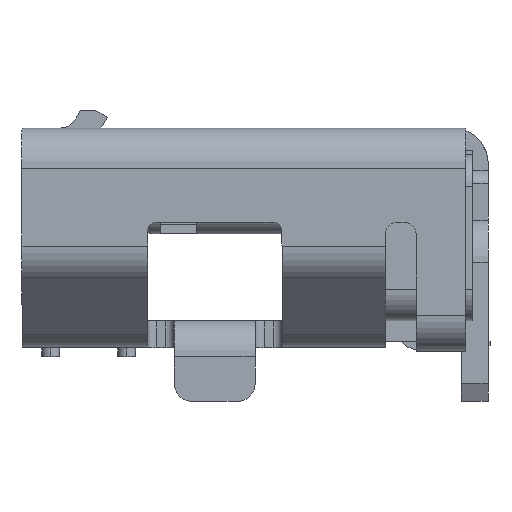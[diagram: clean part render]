
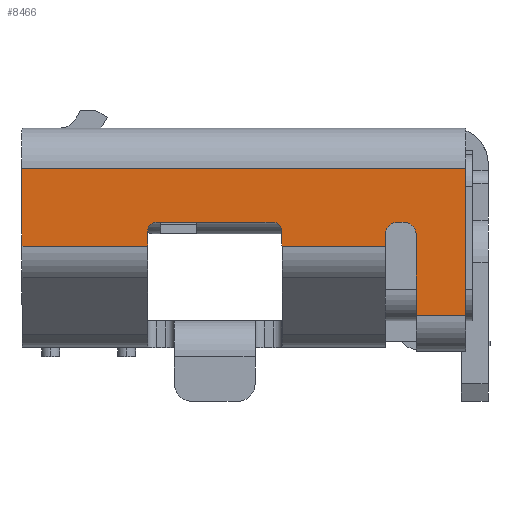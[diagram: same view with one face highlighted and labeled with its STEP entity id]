
A CAD part, left-side view. The second image highlights one B-rep face of the part: STEP entity #8466.
In plain terms, the highlighted face is planar.
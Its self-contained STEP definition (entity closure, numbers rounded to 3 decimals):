
#2475=DIRECTION('',(0.,-1.,0.));
#2476=VECTOR('',#2475,1.64);
#2477=CARTESIAN_POINT('',(3.75,0.8,-4.65));
#2478=LINE('',#2477,#2476);
#2498=DIRECTION('',(0.,0.,1.));
#2499=VECTOR('',#2498,0.55);
#2500=CARTESIAN_POINT('',(3.75,-0.84,-4.65));
#2501=LINE('',#2500,#2499);
#2502=CARTESIAN_POINT('',(3.75,0.05,-3.95));
#2503=DIRECTION('',(-1.,0.,0.));
#2504=DIRECTION('',(0.,1.,0.));
#2505=AXIS2_PLACEMENT_3D('',#2502,#2503,#2504);
#2507=CARTESIAN_POINT('',(3.75,0.05,-3.9));
#2508=DIRECTION('',(-1.,0.,0.));
#2509=DIRECTION('',(0.,0.,1.));
#2510=AXIS2_PLACEMENT_3D('',#2507,#2508,#2509);
#2512=DIRECTION('',(0.,1.,0.));
#2513=VECTOR('',#2512,0.117);
#2514=CARTESIAN_POINT('',(3.75,-0.067,-3.75));
#2515=LINE('',#2514,#2513);
#2516=DIRECTION('',(0.,-1.,0.));
#2517=VECTOR('',#2516,0.167);
#2518=CARTESIAN_POINT('',(3.75,0.1,-2.6));
#2519=LINE('',#2518,#2517);
#2520=CARTESIAN_POINT('',(3.75,0.1,-2.5));
#2521=DIRECTION('',(-1.,0.,0.));
#2522=DIRECTION('',(0.,1.,0.));
#2523=AXIS2_PLACEMENT_3D('',#2520,#2521,#2522);
#2525=CARTESIAN_POINT('',(3.75,0.1,-1.2));
#2526=DIRECTION('',(-1.,0.,0.));
#2527=DIRECTION('',(0.,0.,1.));
#2528=AXIS2_PLACEMENT_3D('',#2525,#2526,#2527);
#2530=DIRECTION('',(0.,-1.,0.));
#2531=VECTOR('',#2530,0.867);
#2532=CARTESIAN_POINT('',(3.75,0.8,0.3));
#2533=LINE('',#2532,#2531);
#2534=DIRECTION('',(0.,1.,0.));
#2535=VECTOR('',#2534,0.89);
#2536=CARTESIAN_POINT('',(3.75,-0.84,-4.1));
#2537=LINE('',#2536,#2535);
#2722=DIRECTION('',(0.,-1.,0.));
#2723=VECTOR('',#2722,0.167);
#2724=CARTESIAN_POINT('',(3.75,0.1,-1.1));
#2725=LINE('',#2724,#2723);
#2854=DIRECTION('',(0.,0.,1.));
#2855=VECTOR('',#2854,1.15);
#2856=CARTESIAN_POINT('',(3.75,-0.067,-3.75));
#2857=LINE('',#2856,#2855);
#2922=DIRECTION('',(0.,0.,1.));
#2923=VECTOR('',#2922,0.05);
#2924=CARTESIAN_POINT('',(3.75,0.2,-3.95));
#2925=LINE('',#2924,#2923);
#3258=DIRECTION('',(0.,0.,1.));
#3259=VECTOR('',#3258,1.3);
#3260=CARTESIAN_POINT('',(3.75,0.2,-2.5));
#3261=LINE('',#3260,#3259);
#3342=DIRECTION('',(0.,0.,1.));
#3343=VECTOR('',#3342,1.4);
#3344=CARTESIAN_POINT('',(3.75,-0.067,-1.1));
#3345=LINE('',#3344,#3343);
#3403=DIRECTION('',(0.,0.,-1.));
#3404=VECTOR('',#3403,4.95);
#3405=CARTESIAN_POINT('',(3.75,0.8,0.3));
#3406=LINE('',#3405,#3404);
#4343=CARTESIAN_POINT('',(3.75,-0.067,0.3));
#4344=VERTEX_POINT('',#4343);
#4345=CARTESIAN_POINT('',(3.75,0.8,0.3));
#4346=VERTEX_POINT('',#4345);
#4549=CARTESIAN_POINT('',(3.75,0.05,-3.75));
#4550=VERTEX_POINT('',#4549);
#4551=CARTESIAN_POINT('',(3.75,-0.067,-3.75));
#4552=VERTEX_POINT('',#4551);
#4559=CARTESIAN_POINT('',(3.75,0.1,-2.6));
#4560=CARTESIAN_POINT('',(3.75,-0.067,-2.6));
#4561=VERTEX_POINT('',#4559);
#4562=VERTEX_POINT('',#4560);
#4573=CARTESIAN_POINT('',(3.75,-0.84,-4.65));
#4574=CARTESIAN_POINT('',(3.75,-0.84,-4.1));
#4575=VERTEX_POINT('',#4573);
#4576=VERTEX_POINT('',#4574);
#4577=CARTESIAN_POINT('',(3.75,0.8,-4.65));
#4578=VERTEX_POINT('',#4577);
#4579=CARTESIAN_POINT('',(3.75,-0.067,-1.1));
#4580=VERTEX_POINT('',#4579);
#4581=CARTESIAN_POINT('',(3.75,0.1,-1.1));
#4582=VERTEX_POINT('',#4581);
#4583=CARTESIAN_POINT('',(3.75,0.2,-1.2));
#4584=VERTEX_POINT('',#4583);
#4585=CARTESIAN_POINT('',(3.75,0.2,-2.5));
#4586=VERTEX_POINT('',#4585);
#4587=CARTESIAN_POINT('',(3.75,0.2,-3.9));
#4588=VERTEX_POINT('',#4587);
#4589=CARTESIAN_POINT('',(3.75,0.2,-3.95));
#4590=VERTEX_POINT('',#4589);
#4591=CARTESIAN_POINT('',(3.75,0.05,-4.1));
#4592=VERTEX_POINT('',#4591);
#8430=CARTESIAN_POINT('',(3.75,-0.02,-2.175));
#8431=DIRECTION('',(1.,0.,0.));
#8432=DIRECTION('',(0.,-1.,0.));
#8433=AXIS2_PLACEMENT_3D('',#8430,#8431,#8432);
#8434=PLANE('',#8433);
#8435=ORIENTED_EDGE('',*,*,#8420,.T.);
#8437=ORIENTED_EDGE('',*,*,#8436,.T.);
#8439=ORIENTED_EDGE('',*,*,#8438,.F.);
#8441=ORIENTED_EDGE('',*,*,#8440,.T.);
#8443=ORIENTED_EDGE('',*,*,#8442,.F.);
#8445=ORIENTED_EDGE('',*,*,#8444,.F.);
#8447=ORIENTED_EDGE('',*,*,#8446,.T.);
#8449=ORIENTED_EDGE('',*,*,#8448,.F.);
#8451=ORIENTED_EDGE('',*,*,#8450,.F.);
#8453=ORIENTED_EDGE('',*,*,#8452,.T.);
#8455=ORIENTED_EDGE('',*,*,#8454,.F.);
#8457=ORIENTED_EDGE('',*,*,#8456,.T.);
#8459=ORIENTED_EDGE('',*,*,#8458,.T.);
#8460=ORIENTED_EDGE('',*,*,#5765,.F.);
#8462=ORIENTED_EDGE('',*,*,#8461,.T.);
#8463=ORIENTED_EDGE('',*,*,#8393,.T.);
#8464=EDGE_LOOP('',(#8435,#8437,#8439,#8441,#8443,#8445,#8447,#8449,#8451,#8453,
#8455,#8457,#8459,#8460,#8462,#8463));
#8465=FACE_OUTER_BOUND('',#8464,.F.);
#2506=CIRCLE('',#2505,0.15);
#2511=CIRCLE('',#2510,0.15);
#2524=CIRCLE('',#2523,0.1);
#2529=CIRCLE('',#2528,0.1);
#5765=EDGE_CURVE('',#4346,#4344,#2533,.T.);
#8393=EDGE_CURVE('',#4578,#4575,#2478,.T.);
#8420=EDGE_CURVE('',#4575,#4576,#2501,.T.);
#8436=EDGE_CURVE('',#4576,#4592,#2537,.T.);
#8438=EDGE_CURVE('',#4590,#4592,#2506,.T.);
#8440=EDGE_CURVE('',#4590,#4588,#2925,.T.);
#8442=EDGE_CURVE('',#4550,#4588,#2511,.T.);
#8444=EDGE_CURVE('',#4552,#4550,#2515,.T.);
#8446=EDGE_CURVE('',#4552,#4562,#2857,.T.);
#8448=EDGE_CURVE('',#4561,#4562,#2519,.T.);
#8450=EDGE_CURVE('',#4586,#4561,#2524,.T.);
#8452=EDGE_CURVE('',#4586,#4584,#3261,.T.);
#8454=EDGE_CURVE('',#4582,#4584,#2529,.T.);
#8456=EDGE_CURVE('',#4582,#4580,#2725,.T.);
#8458=EDGE_CURVE('',#4580,#4344,#3345,.T.);
#8461=EDGE_CURVE('',#4346,#4578,#3406,.T.);
#8466=ADVANCED_FACE('',(#8465),#8434,.T.);
